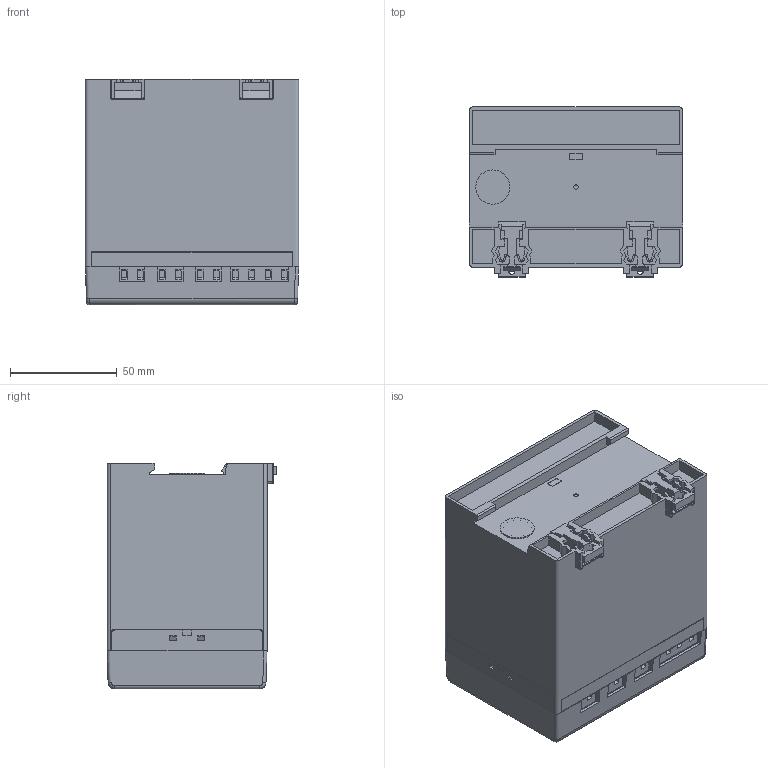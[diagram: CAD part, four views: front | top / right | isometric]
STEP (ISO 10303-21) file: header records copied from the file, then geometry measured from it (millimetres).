
FILE_DESCRIPTION(/* description */ (''),/* implementation_level */ '2;1');
FILE_NAME(/* name */ 'MTR-420250206.stp',/* time_stamp */ '2025-02-06T07:37:06+01:00',/* author */ ('JDI'),/* organization */ (''),/* preprocessor_version */ 'ST-DEVELOPER v19.2',/* originating_system */ 'Autodesk Inventor 2023',/* authorisation */ '');
FILE_SCHEMA (('AUTOMOTIVE_DESIGN { 1 0 10303 214 3 1 1 }'));
Products named in the file (1): MTR-4_for simplyfying_Simplify_1
Bounding box: 99.7 x 79.45 x 105.5 mm (x, y, z)
Volume: 136718.3 mm3; surface area: 139377.9 mm2
Topology: 1 solids, 1 shells, 2258 faces, 6424 edges, 4254 vertices
Faces by surface type: plane 2091, cylinder 155, bspline 8, cone 4
Full cylindrical faces by diameter (mm): 0.05 x11, 2 x1, 3.8 x23, 4 x23, 6 x1, 13 x1, 14 x1, 14.2 x1, 16 x1
Entity records: 75840 total; most frequent: CARTESIAN_POINT 14040, ORIENTED_EDGE 12848, DIRECTION 11326, EDGE_CURVE 6424, LINE 5988, VECTOR 5988, VERTEX_POINT 4254, AXIS2_PLACEMENT_3D 2669
